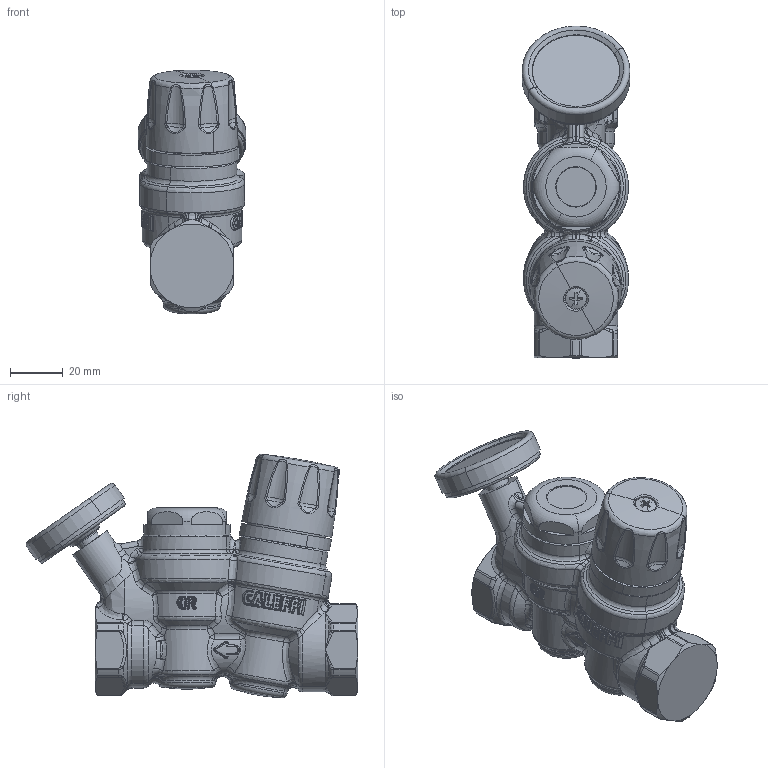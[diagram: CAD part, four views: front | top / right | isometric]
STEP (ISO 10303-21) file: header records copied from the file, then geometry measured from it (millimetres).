
FILE_DESCRIPTION(('CATIA V5 STEP Exchange'),'2;1');
FILE_NAME('STEP_116141_AUS_-_TST.stp','2019-09-23T11:55:10+00:00',('none'),('none'),'CATIA Version 5-6 Release 2016 SP4','CATIA V5 STEP AP203','none');
FILE_SCHEMA(('CONFIG_CONTROL_DESIGN'));
Products named in the file (1): 116141 AUS - TST
Bounding box: 40.99 x 126.23 x 92.72 mm (x, y, z)
Volume: 180877.8 mm3; surface area: 38267 mm2
Topology: 5 solids, 10 shells, 2484 faces, 5849 edges, 3216 vertices
Faces by surface type: bspline 1347, plane 375, cylinder 350, sphere 179, torus 126, cone 105, revolution 2
Entity records: 131308 total; most frequent: CARTESIAN_POINT 89412, ORIENTED_EDGE 11232, EDGE_CURVE 5616, B_SPLINE_CURVE_WITH_KNOTS 3710, DIRECTION 3608, VERTEX_POINT 3216, EDGE_LOOP 2552, ADVANCED_FACE 2484
